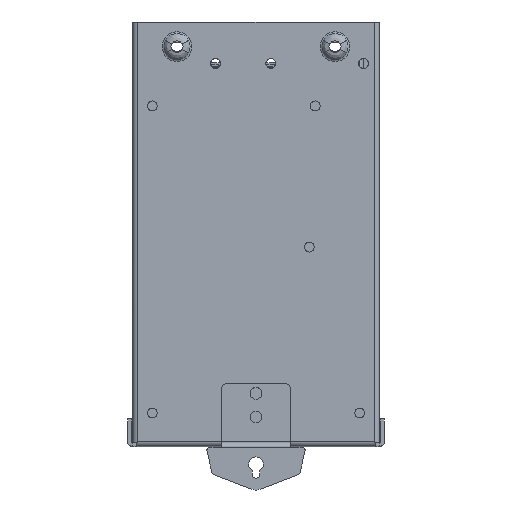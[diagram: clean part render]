
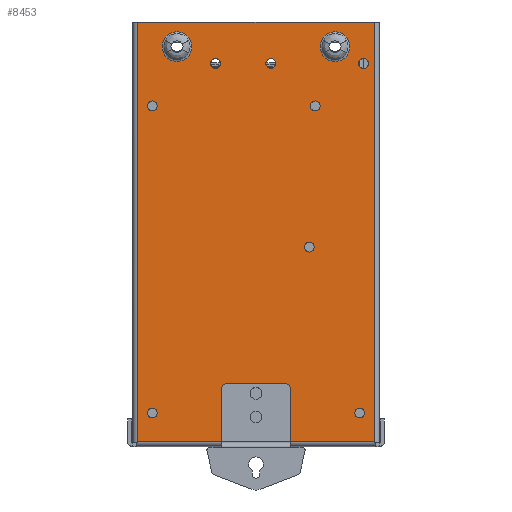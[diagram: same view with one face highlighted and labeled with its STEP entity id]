
A CAD part, front view. The second image highlights one B-rep face of the part: STEP entity #8453.
In plain terms, the highlighted planar face has unit normal (0, -1, 0).
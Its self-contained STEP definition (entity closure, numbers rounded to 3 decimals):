
#644=FACE_BOUND('',#12750,.T.);
#645=FACE_BOUND('',#12751,.T.);
#646=FACE_BOUND('',#12752,.T.);
#647=FACE_BOUND('',#12753,.T.);
#648=FACE_BOUND('',#12754,.T.);
#649=FACE_BOUND('',#12755,.T.);
#650=FACE_BOUND('',#12756,.T.);
#651=FACE_BOUND('',#12757,.T.);
#652=FACE_BOUND('',#12758,.T.);
#653=FACE_BOUND('',#12759,.T.);
#654=FACE_BOUND('',#12760,.T.);
#655=FACE_BOUND('',#12761,.T.);
#656=FACE_BOUND('',#12762,.T.);
#2555=LINE('',#59719,#4695);
#2556=LINE('',#59722,#4696);
#2557=LINE('',#59724,#4697);
#2558=LINE('',#59726,#4698);
#4695=VECTOR('',#43285,1.);
#4696=VECTOR('',#43286,1.);
#4697=VECTOR('',#43287,1.);
#4698=VECTOR('',#43288,1.);
#8453=ADVANCED_FACE('',(#644,#645,#646,#647,#648,#649,#650,#651,#652,#653,
#654,#655,#656),#9619,.T.);
#9619=PLANE('',#36041);
#12750=EDGE_LOOP('',(#22233,#22234,#22235,#22236));
#12751=EDGE_LOOP('',(#22237));
#12752=EDGE_LOOP('',(#22238));
#12753=EDGE_LOOP('',(#22239));
#12754=EDGE_LOOP('',(#22240));
#12755=EDGE_LOOP('',(#22241));
#12756=EDGE_LOOP('',(#22242));
#12757=EDGE_LOOP('',(#22243));
#12758=EDGE_LOOP('',(#22244));
#12759=EDGE_LOOP('',(#22245));
#12760=EDGE_LOOP('',(#22246));
#12761=EDGE_LOOP('',(#22247));
#12762=EDGE_LOOP('',(#22248));
#22233=ORIENTED_EDGE('',*,*,#31633,.F.);
#22234=ORIENTED_EDGE('',*,*,#31634,.F.);
#22235=ORIENTED_EDGE('',*,*,#31635,.T.);
#22236=ORIENTED_EDGE('',*,*,#31636,.T.);
#22237=ORIENTED_EDGE('',*,*,#31637,.F.);
#22238=ORIENTED_EDGE('',*,*,#31638,.F.);
#22239=ORIENTED_EDGE('',*,*,#31639,.F.);
#22240=ORIENTED_EDGE('',*,*,#31640,.F.);
#22241=ORIENTED_EDGE('',*,*,#31641,.F.);
#22242=ORIENTED_EDGE('',*,*,#31642,.F.);
#22243=ORIENTED_EDGE('',*,*,#31643,.F.);
#22244=ORIENTED_EDGE('',*,*,#31644,.F.);
#22245=ORIENTED_EDGE('',*,*,#31645,.T.);
#22246=ORIENTED_EDGE('',*,*,#31646,.T.);
#22247=ORIENTED_EDGE('',*,*,#31647,.F.);
#22248=ORIENTED_EDGE('',*,*,#31648,.T.);
#26678=VERTEX_POINT('',#59720);
#26679=VERTEX_POINT('',#59721);
#26680=VERTEX_POINT('',#59723);
#26681=VERTEX_POINT('',#59725);
#26682=VERTEX_POINT('',#59728);
#26683=VERTEX_POINT('',#59730);
#26684=VERTEX_POINT('',#59732);
#26685=VERTEX_POINT('',#59734);
#26686=VERTEX_POINT('',#59736);
#26687=VERTEX_POINT('',#59738);
#26688=VERTEX_POINT('',#59740);
#26689=VERTEX_POINT('',#59742);
#26690=VERTEX_POINT('',#59744);
#26691=VERTEX_POINT('',#59746);
#26692=VERTEX_POINT('',#59748);
#26693=VERTEX_POINT('',#59750);
#31633=EDGE_CURVE('',#26678,#26679,#2555,.T.);
#31634=EDGE_CURVE('',#26680,#26678,#2556,.T.);
#31635=EDGE_CURVE('',#26680,#26681,#2557,.T.);
#31636=EDGE_CURVE('',#26681,#26679,#2558,.T.);
#31637=EDGE_CURVE('',#26682,#26682,#33324,.T.);
#31638=EDGE_CURVE('',#26683,#26683,#33325,.T.);
#31639=EDGE_CURVE('',#26684,#26684,#33326,.T.);
#31640=EDGE_CURVE('',#26685,#26685,#33327,.T.);
#31641=EDGE_CURVE('',#26686,#26686,#33328,.T.);
#31642=EDGE_CURVE('',#26687,#26687,#33329,.T.);
#31643=EDGE_CURVE('',#26688,#26688,#33330,.T.);
#31644=EDGE_CURVE('',#26689,#26689,#33331,.T.);
#31645=EDGE_CURVE('',#26690,#26690,#33332,.T.);
#31646=EDGE_CURVE('',#26691,#26691,#33333,.T.);
#31647=EDGE_CURVE('',#26692,#26692,#33334,.T.);
#31648=EDGE_CURVE('',#26693,#26693,#33335,.T.);
#33324=CIRCLE('',#36029,2.5);
#33325=CIRCLE('',#36030,2.5);
#33326=CIRCLE('',#36031,2.5);
#33327=CIRCLE('',#36032,2.5);
#33328=CIRCLE('',#36033,2.5);
#33329=CIRCLE('',#36034,2.5);
#33330=CIRCLE('',#36035,2.5);
#33331=CIRCLE('',#36036,2.5);
#33332=CIRCLE('',#36037,7.5);
#33333=CIRCLE('',#36038,7.5);
#33334=CIRCLE('',#36039,2.);
#33335=CIRCLE('',#36040,2.);
#36029=AXIS2_PLACEMENT_3D('',#59727,#43289,#43290);
#36030=AXIS2_PLACEMENT_3D('',#59729,#43291,#43292);
#36031=AXIS2_PLACEMENT_3D('',#59731,#43293,#43294);
#36032=AXIS2_PLACEMENT_3D('',#59733,#43295,#43296);
#36033=AXIS2_PLACEMENT_3D('',#59735,#43297,#43298);
#36034=AXIS2_PLACEMENT_3D('',#59737,#43299,#43300);
#36035=AXIS2_PLACEMENT_3D('',#59739,#43301,#43302);
#36036=AXIS2_PLACEMENT_3D('',#59741,#43303,#43304);
#36037=AXIS2_PLACEMENT_3D('',#59743,#43305,#43306);
#36038=AXIS2_PLACEMENT_3D('',#59745,#43307,#43308);
#36039=AXIS2_PLACEMENT_3D('',#59747,#43309,#43310);
#36040=AXIS2_PLACEMENT_3D('',#59749,#43311,#43312);
#36041=AXIS2_PLACEMENT_3D('',#59751,#43313,#43314);
#43285=DIRECTION('',(-1.,0.,0.));
#43286=DIRECTION('',(0.,0.,-1.));
#43287=DIRECTION('',(-1.,0.,0.));
#43288=DIRECTION('',(0.,0.,-1.));
#43289=DIRECTION('',(0.,-1.,0.));
#43290=DIRECTION('',(1.,0.,0.));
#43291=DIRECTION('',(0.,-1.,0.));
#43292=DIRECTION('',(1.,0.,0.));
#43293=DIRECTION('',(0.,-1.,0.));
#43294=DIRECTION('',(1.,0.,0.));
#43295=DIRECTION('',(0.,-1.,0.));
#43296=DIRECTION('',(1.,0.,0.));
#43297=DIRECTION('',(0.,-1.,0.));
#43298=DIRECTION('',(1.,0.,0.));
#43299=DIRECTION('',(0.,-1.,0.));
#43300=DIRECTION('',(1.,0.,0.));
#43301=DIRECTION('',(0.,-1.,0.));
#43302=DIRECTION('',(1.,0.,0.));
#43303=DIRECTION('',(0.,-1.,0.));
#43304=DIRECTION('',(1.,0.,0.));
#43305=DIRECTION('',(0.,1.,0.));
#43306=DIRECTION('',(1.,0.,0.));
#43307=DIRECTION('',(0.,1.,0.));
#43308=DIRECTION('',(1.,0.,0.));
#43309=DIRECTION('',(0.,-1.,0.));
#43310=DIRECTION('',(0.,0.,-1.));
#43311=DIRECTION('',(0.,1.,0.));
#43312=DIRECTION('',(0.,0.,-1.));
#43313=DIRECTION('',(0.,-1.,0.));
#43314=DIRECTION('',(1.,0.,0.));
#59719=CARTESIAN_POINT('',(61.25,0.,-212.5));
#59720=CARTESIAN_POINT('',(60.,0.,-212.5));
#59721=CARTESIAN_POINT('',(-60.,0.,-212.5));
#59722=CARTESIAN_POINT('',(60.,0.,0.));
#59723=CARTESIAN_POINT('',(60.,0.,0.));
#59724=CARTESIAN_POINT('',(62.5,0.,0.));
#59725=CARTESIAN_POINT('',(-60.,0.,0.));
#59726=CARTESIAN_POINT('',(-60.,0.,0.));
#59727=CARTESIAN_POINT('',(54.5,0.,-21.));
#59728=CARTESIAN_POINT('',(57.,0.,-21.));
#59729=CARTESIAN_POINT('',(52.5,0.,-198.));
#59730=CARTESIAN_POINT('',(55.,0.,-198.));
#59731=CARTESIAN_POINT('',(30.,0.,-42.5));
#59732=CARTESIAN_POINT('',(32.5,0.,-42.5));
#59733=CARTESIAN_POINT('',(27.,0.,-114.));
#59734=CARTESIAN_POINT('',(29.5,0.,-114.));
#59735=CARTESIAN_POINT('',(7.5,0.,-21.));
#59736=CARTESIAN_POINT('',(10.,0.,-21.));
#59737=CARTESIAN_POINT('',(-20.5,0.,-21.));
#59738=CARTESIAN_POINT('',(-18.,0.,-21.));
#59739=CARTESIAN_POINT('',(-52.5,0.,-42.5));
#59740=CARTESIAN_POINT('',(-50.,0.,-42.5));
#59741=CARTESIAN_POINT('',(-52.5,0.,-198.));
#59742=CARTESIAN_POINT('',(-50.,0.,-198.));
#59743=CARTESIAN_POINT('',(40.,0.,-12.5));
#59744=CARTESIAN_POINT('',(47.5,0.,-12.5));
#59745=CARTESIAN_POINT('',(-40.,0.,-12.5));
#59746=CARTESIAN_POINT('',(-32.5,0.,-12.5));
#59747=CARTESIAN_POINT('',(0.,0.,-188.));
#59748=CARTESIAN_POINT('',(0.,0.,-190.));
#59749=CARTESIAN_POINT('',(0.,0.,-200.));
#59750=CARTESIAN_POINT('',(0.,0.,-202.));
#59751=CARTESIAN_POINT('',(62.5,0.,0.));
